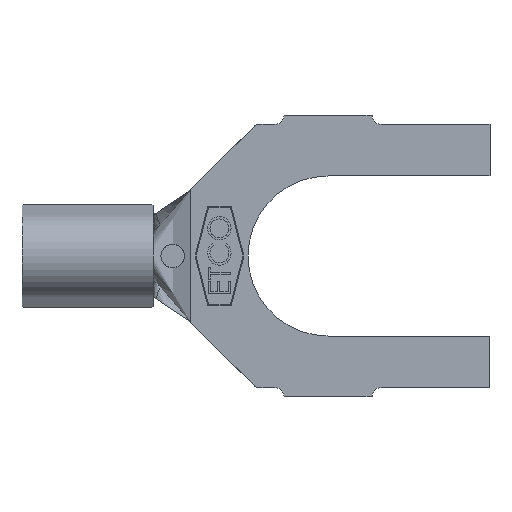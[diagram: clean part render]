
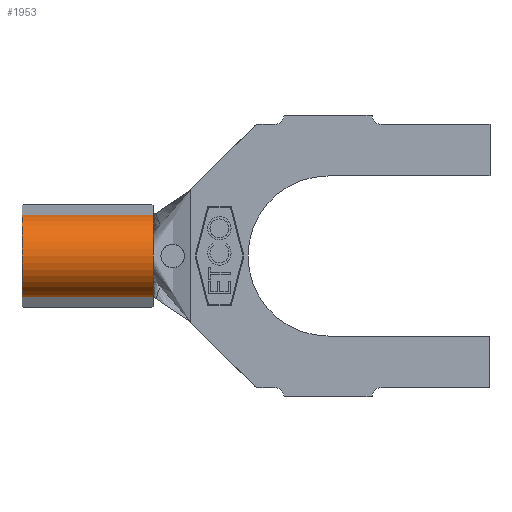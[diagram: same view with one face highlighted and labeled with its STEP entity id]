
A CAD part, front view. The second image highlights one B-rep face of the part: STEP entity #1953.
In plain terms, the highlighted cylindrical face has radius 1.143 mm (diameter 2.286 mm), a partial arc.
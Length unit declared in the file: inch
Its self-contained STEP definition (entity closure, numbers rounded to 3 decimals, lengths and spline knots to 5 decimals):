
#117 = EDGE_CURVE ( 'NONE', #1531, #1743, #1521, .T. ) ;
#405 = CARTESIAN_POINT ( 'NONE',  ( -0.327, 0.03381, 0.04359 ) ) ;
#675 = CARTESIAN_POINT ( 'NONE',  ( -0.327, 0.03381, -0.04359 ) ) ;
#786 = DIRECTION ( 'NONE',  ( 1., 0., 0. ) ) ;
#820 = ORIENTED_EDGE ( 'NONE', *, *, #1795, .T. ) ;
#961 = CARTESIAN_POINT ( 'NONE',  ( -0.187, 0.03381, -0.04359 ) ) ;
#970 = DIRECTION ( 'NONE',  ( 1., 0., 0. ) ) ;
#1182 = CIRCLE ( 'NONE', #4761, 0.045 ) ;
#1376 = DIRECTION ( 'NONE',  ( 1., 0., 0. ) ) ;
#1521 = CIRCLE ( 'NONE', #4284, 0.045 ) ;
#1531 = VERTEX_POINT ( 'NONE', #5602 ) ;
#1743 = VERTEX_POINT ( 'NONE', #961 ) ;
#1795 = EDGE_CURVE ( 'NONE', #2905, #1743, #5056, .T. ) ;
#1864 = FACE_OUTER_BOUND ( 'NONE', #5484, .T. ) ;
#1953 = ADVANCED_FACE ( 'NONE', ( #1864 ), #3817, .T. ) ;
#1994 = EDGE_CURVE ( 'NONE', #5394, #2905, #1182, .T. ) ;
#2214 = CARTESIAN_POINT ( 'NONE',  ( -0.327, 0.03381, -0.04359 ) ) ;
#2361 = DIRECTION ( 'NONE',  ( 1., 0., 0. ) ) ;
#2629 = DIRECTION ( 'NONE',  ( 1., 0., 0. ) ) ;
#2743 = DIRECTION ( 'NONE',  ( 0., 0., -1. ) ) ;
#2905 = VERTEX_POINT ( 'NONE', #2214 ) ;
#2918 = VECTOR ( 'NONE', #2629, 39.37008 ) ;
#2925 = DIRECTION ( 'NONE',  ( 0., 0., -1. ) ) ;
#3049 = ORIENTED_EDGE ( 'NONE', *, *, #117, .F. ) ;
#3252 = CARTESIAN_POINT ( 'NONE',  ( -0.327, 0.03381, 0.04359 ) ) ;
#3326 = DIRECTION ( 'NONE',  ( 0., 0., -1. ) ) ;
#3565 = ORIENTED_EDGE ( 'NONE', *, *, #1994, .T. ) ;
#3817 = CYLINDRICAL_SURFACE ( 'NONE', #5872, 0.045 ) ;
#4214 = ORIENTED_EDGE ( 'NONE', *, *, #5462, .F. ) ;
#4284 = AXIS2_PLACEMENT_3D ( 'NONE', #5352, #970, #2925 ) ;
#4761 = AXIS2_PLACEMENT_3D ( 'NONE', #5167, #786, #2743 ) ;
#4787 = LINE ( 'NONE', #405, #5392 ) ;
#5056 = LINE ( 'NONE', #675, #2918 ) ;
#5167 = CARTESIAN_POINT ( 'NONE',  ( -0.327, 0.045, 0. ) ) ;
#5352 = CARTESIAN_POINT ( 'NONE',  ( -0.187, 0.045, 0. ) ) ;
#5392 = VECTOR ( 'NONE', #2361, 39.37008 ) ;
#5394 = VERTEX_POINT ( 'NONE', #3252 ) ;
#5462 = EDGE_CURVE ( 'NONE', #5394, #1531, #4787, .T. ) ;
#5484 = EDGE_LOOP ( 'NONE', ( #3049, #4214, #3565, #820 ) ) ;
#5602 = CARTESIAN_POINT ( 'NONE',  ( -0.187, 0.03381, 0.04359 ) ) ;
#5750 = CARTESIAN_POINT ( 'NONE',  ( -0.327, 0.045, 0. ) ) ;
#5872 = AXIS2_PLACEMENT_3D ( 'NONE', #5750, #1376, #3326 ) ;
